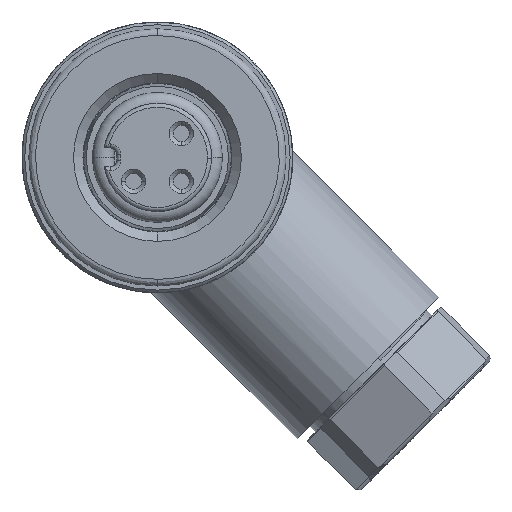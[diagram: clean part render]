
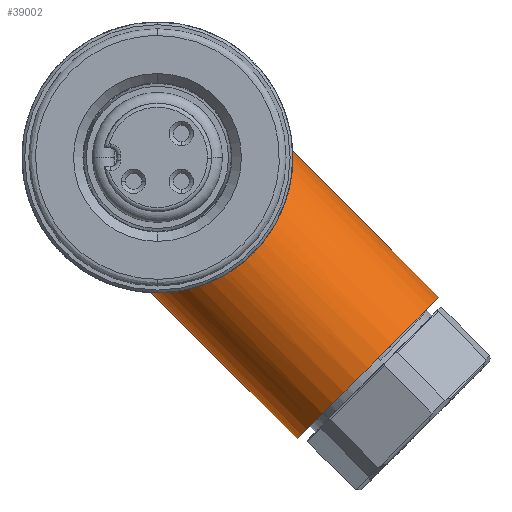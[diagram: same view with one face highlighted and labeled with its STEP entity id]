
A CAD part, front view. The second image highlights one B-rep face of the part: STEP entity #39002.
In plain terms, the highlighted cylindrical face has radius 7.4 mm (diameter 14.8 mm), a partial arc.
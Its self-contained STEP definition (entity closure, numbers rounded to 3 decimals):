
#782 = DIRECTION ( 'NONE',  ( -0.707, 0., 0.707 ) ) ;
#2486 = CARTESIAN_POINT ( 'NONE',  ( -8.859, 16.193, -8.917 ) ) ;
#2684 = CARTESIAN_POINT ( 'NONE',  ( -5.981, 11.327, -8.958 ) ) ;
#2881 = CARTESIAN_POINT ( 'NONE',  ( -0.265, 9.056, -5.696 ) ) ;
#2944 = CARTESIAN_POINT ( 'NONE',  ( 1.732, 13.227, 0.418 ) ) ;
#3062 = CARTESIAN_POINT ( 'NONE',  ( 1.74, 12.361, -0.271 ) ) ;
#4103 = CIRCLE ( 'NONE', #43555, 7.4 ) ;
#5785 = ORIENTED_EDGE ( 'NONE', *, *, #34899, .F. ) ;
#6915 = CARTESIAN_POINT ( 'NONE',  ( -8.78, 15.554, -8.93 ) ) ;
#7101 = CARTESIAN_POINT ( 'NONE',  ( -4.98, 10.551, -8.752 ) ) ;
#7297 = CARTESIAN_POINT ( 'NONE',  ( 0.341, 9.276, -4.838 ) ) ;
#7363 = CARTESIAN_POINT ( 'NONE',  ( 1.691, 14.103, 0.955 ) ) ;
#8304 = LINE ( 'NONE', #53190, #47815 ) ;
#10568 = EDGE_LOOP ( 'NONE', ( #33907, #57986, #43369, #5785, #33011 ) ) ;
#11353 = CARTESIAN_POINT ( 'NONE',  ( -8.552, 14.719, -8.965 ) ) ;
#11556 = CARTESIAN_POINT ( 'NONE',  ( -4.284, 10.11, -8.531 ) ) ;
#11739 = CARTESIAN_POINT ( 'NONE',  ( 0.654, 9.471, -4.304 ) ) ;
#11806 = CARTESIAN_POINT ( 'NONE',  ( 1.639, 15.051, 1.35 ) ) ;
#15734 = CARTESIAN_POINT ( 'NONE',  ( -8.069, 13.761, -9.019 ) ) ;
#15920 = CARTESIAN_POINT ( 'NONE',  ( -3.749, 9.814, -8.322 ) ) ;
#16100 = CARTESIAN_POINT ( 'NONE',  ( 1.007, 9.792, -3.591 ) ) ;
#16167 = CARTESIAN_POINT ( 'NONE',  ( 1.615, 15.724, 1.498 ) ) ;
#18153 = CARTESIAN_POINT ( 'NONE',  ( 13.479, 16.407, -10.324 ) ) ;
#18682 = CARTESIAN_POINT ( 'NONE',  ( 8.246, 16.407, -15.556 ) ) ;
#19280 = CARTESIAN_POINT ( 'NONE',  ( 1.606, 16.407, 1.549 ) ) ;
#20004 = AXIS2_PLACEMENT_3D ( 'NONE', #43166, #20506, #20120 ) ;
#20120 = DIRECTION ( 'NONE',  ( 0.707, 0., 0.707 ) ) ;
#20139 = CARTESIAN_POINT ( 'NONE',  ( -7.716, 13.218, -9.042 ) ) ;
#20336 = CARTESIAN_POINT ( 'NONE',  ( -2.854, 9.403, -7.887 ) ) ;
#20506 = DIRECTION ( 'NONE',  ( -0.707, 0., 0.707 ) ) ;
#20523 = CARTESIAN_POINT ( 'NONE',  ( 1.389, 10.42, -2.523 ) ) ;
#20592 = CARTESIAN_POINT ( 'NONE',  ( 1.606, 16.237, 1.549 ) ) ;
#21641 = VERTEX_POINT ( 'NONE', #19280 ) ;
#23156 = DIRECTION ( 'NONE',  ( 0.707, 0., 0.707 ) ) ;
#24664 = CARTESIAN_POINT ( 'NONE',  ( -7.195, 12.539, -9.053 ) ) ;
#24850 = CARTESIAN_POINT ( 'NONE',  ( -1.805, 9.091, -7.196 ) ) ;
#25041 = CARTESIAN_POINT ( 'NONE',  ( 1.619, 11.173, -1.512 ) ) ;
#25111 = VERTEX_POINT ( 'NONE', #55702 ) ;
#25828 = DIRECTION ( 'NONE',  ( -0.707, 0., 0.707 ) ) ;
#25866 = EDGE_CURVE ( 'NONE', #25111, #31295, #4103, .T. ) ;
#26071 = VERTEX_POINT ( 'NONE', #47071 ) ;
#29147 = CARTESIAN_POINT ( 'NONE',  ( -6.304, 11.615, -8.999 ) ) ;
#29332 = CARTESIAN_POINT ( 'NONE',  ( -0.834, 8.995, -6.336 ) ) ;
#29523 = CARTESIAN_POINT ( 'NONE',  ( 1.728, 12.046, -0.566 ) ) ;
#31295 = VERTEX_POINT ( 'NONE', #18153 ) ;
#31566 = CARTESIAN_POINT ( 'NONE',  ( 3.014, 16.407, -20.789 ) ) ;
#33011 = ORIENTED_EDGE ( 'NONE', *, *, #35333, .F. ) ;
#33019 = VECTOR ( 'NONE', #782, 1000. ) ;
#33083 = LINE ( 'NONE', #31566, #33019 ) ;
#33505 = CARTESIAN_POINT ( 'NONE',  ( -8.843, 15.979, -8.919 ) ) ;
#33708 = CARTESIAN_POINT ( 'NONE',  ( -5.319, 10.796, -8.835 ) ) ;
#33903 = CARTESIAN_POINT ( 'NONE',  ( -0.007, 9.123, -5.362 ) ) ;
#33907 = ORIENTED_EDGE ( 'NONE', *, *, #35492, .F. ) ;
#33978 = CARTESIAN_POINT ( 'NONE',  ( 1.708, 13.8, 0.787 ) ) ;
#34108 = CARTESIAN_POINT ( 'NONE',  ( 1.74, 12.691, 0. ) ) ;
#34899 = EDGE_CURVE ( 'NONE', #55164, #21641, #39998, .T. ) ;
#35333 = EDGE_CURVE ( 'NONE', #26071, #55164, #50893, .T. ) ;
#35492 = EDGE_CURVE ( 'NONE', #25111, #26071, #33083, .T. ) ;
#35753 = EDGE_CURVE ( 'NONE', #31295, #21641, #8304, .T. ) ;
#37351 = CARTESIAN_POINT ( 'NONE',  ( 1.74, 12.691, 0. ) ) ;
#38169 = CARTESIAN_POINT ( 'NONE',  ( -8.733, 15.34, -8.938 ) ) ;
#38387 = CARTESIAN_POINT ( 'NONE',  ( -4.459, 10.216, -8.591 ) ) ;
#38594 = CARTESIAN_POINT ( 'NONE',  ( 0.451, 9.336, -4.66 ) ) ;
#38663 = CARTESIAN_POINT ( 'NONE',  ( 1.656, 14.729, 1.237 ) ) ;
#39002 = ADVANCED_FACE ( 'NONE', ( #50057 ), #49903, .T. ) ;
#39998 = B_SPLINE_CURVE_WITH_KNOTS ( 'NONE', 3,
 ( #56618, #47669, #2944, #33978, #7363, #38663, #11806, #43261, #16167, #47855, #20592, #52440 ),
 .UNSPECIFIED., .F., .F.,
 ( 4, 2, 2, 2, 2, 4 ),
 ( 0.008, 0.009, 0.01, 0.011, 0.012, 0.012 ),
 .UNSPECIFIED. ) ;
#42792 = CARTESIAN_POINT ( 'NONE',  ( -8.38, 14.327, -8.989 ) ) ;
#42989 = CARTESIAN_POINT ( 'NONE',  ( -3.929, 9.909, -8.397 ) ) ;
#43166 = CARTESIAN_POINT ( 'NONE',  ( 8.246, 16.407, -15.556 ) ) ;
#43185 = CARTESIAN_POINT ( 'NONE',  ( 0.747, 9.546, -4.126 ) ) ;
#43261 = CARTESIAN_POINT ( 'NONE',  ( 1.62, 15.553, 1.468 ) ) ;
#43369 = ORIENTED_EDGE ( 'NONE', *, *, #35753, .T. ) ;
#43555 = AXIS2_PLACEMENT_3D ( 'NONE', #18682, #50440, #23156 ) ;
#47071 = CARTESIAN_POINT ( 'NONE',  ( -8.859, 16.407, -8.917 ) ) ;
#47194 = CARTESIAN_POINT ( 'NONE',  ( -8.859, 16.407, -8.917 ) ) ;
#47393 = CARTESIAN_POINT ( 'NONE',  ( -7.955, 13.576, -9.028 ) ) ;
#47600 = CARTESIAN_POINT ( 'NONE',  ( -3.209, 9.55, -8.077 ) ) ;
#47669 = CARTESIAN_POINT ( 'NONE',  ( 1.74, 12.954, 0.216 ) ) ;
#47788 = CARTESIAN_POINT ( 'NONE',  ( 1.152, 9.985, -3.232 ) ) ;
#47815 = VECTOR ( 'NONE', #25828, 1000. ) ;
#47855 = CARTESIAN_POINT ( 'NONE',  ( 1.608, 16.066, 1.539 ) ) ;
#49903 = CYLINDRICAL_SURFACE ( 'NONE', #20004, 7.4 ) ;
#50057 = FACE_OUTER_BOUND ( 'NONE', #10568, .T. ) ;
#50440 = DIRECTION ( 'NONE',  ( -0.707, 0., 0.707 ) ) ;
#50893 = B_SPLINE_CURVE_WITH_KNOTS ( 'NONE', 3,
 ( #47194, #2486, #33505, #6915, #38169, #11353, #42792, #15734, #47393, #20139, #51982, #24664, #56544, #29147, #2684, #33708, #7101, #38387, #11556, #42989, #15920, #47600, #20336, #52183, #24850, #56737, #29332, #2881, #33903, #7297, #38594, #11739, #43185, #16100, #47788, #20523, #52371, #25041, #56928, #29523, #3062, #34108 ),
 .UNSPECIFIED., .F., .F.,
 ( 4, 2, 2, 2, 2, 2, 2, 2, 2, 2, 2, 2, 2, 2, 2, 2, 2, 2, 2, 2, 4 ),
 ( -0.012, -0.012, -0.011, -0.01, -0.009, -0.008, -0.007, -0.006, -0.005, -0.004, -0.003, -0.002, -0.001, 0.001, 0.002, 0.002, 0.003, 0.004, 0.006, 0.007, 0.008 ),
 .UNSPECIFIED. ) ;
#51982 = CARTESIAN_POINT ( 'NONE',  ( -7.59, 13.044, -9.047 ) ) ;
#52183 = CARTESIAN_POINT ( 'NONE',  ( -2.153, 9.174, -7.448 ) ) ;
#52371 = CARTESIAN_POINT ( 'NONE',  ( 1.48, 10.658, -2.179 ) ) ;
#52440 = CARTESIAN_POINT ( 'NONE',  ( 1.606, 16.407, 1.549 ) ) ;
#53190 = CARTESIAN_POINT ( 'NONE',  ( 13.479, 16.407, -10.324 ) ) ;
#55164 = VERTEX_POINT ( 'NONE', #37351 ) ;
#55702 = CARTESIAN_POINT ( 'NONE',  ( 3.014, 16.407, -20.789 ) ) ;
#56544 = CARTESIAN_POINT ( 'NONE',  ( -6.91, 12.22, -9.046 ) ) ;
#56618 = CARTESIAN_POINT ( 'NONE',  ( 1.74, 12.691, 0. ) ) ;
#56737 = CARTESIAN_POINT ( 'NONE',  ( -1.148, 9.002, -6.642 ) ) ;
#56928 = CARTESIAN_POINT ( 'NONE',  ( 1.667, 11.45, -1.188 ) ) ;
#57986 = ORIENTED_EDGE ( 'NONE', *, *, #25866, .T. ) ;
